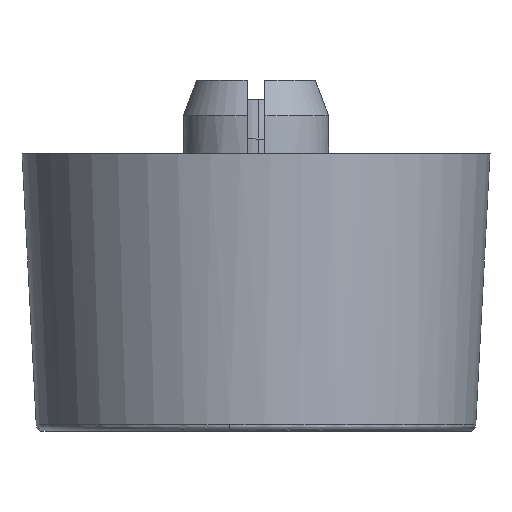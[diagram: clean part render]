
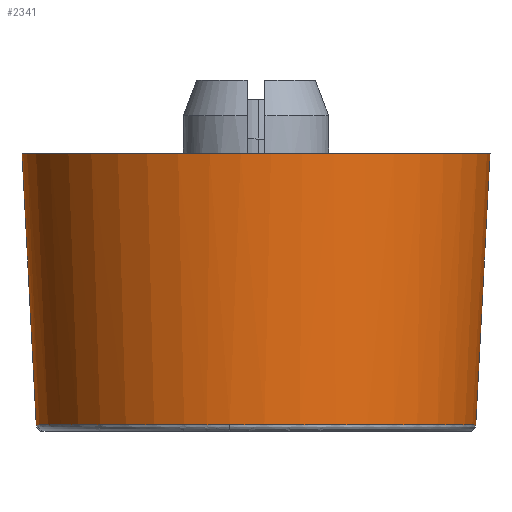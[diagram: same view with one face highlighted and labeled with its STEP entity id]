
A CAD part, front view. The second image highlights one B-rep face of the part: STEP entity #2341.
In plain terms, the highlighted free-form (B-spline) face has degree [2, 1] with [9, 2] control points.
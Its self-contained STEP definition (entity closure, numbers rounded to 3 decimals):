
#2175=CARTESIAN_POINT('',(-11.354,9.803,0.011));
#2176=CARTESIAN_POINT('',(-14.855,5.748,0.011));
#2177=CARTESIAN_POINT('',(-14.995,0.393,0.011));
#2178=CARTESIAN_POINT('',(-15.388,-14.603,0.011));
#2179=CARTESIAN_POINT('',(-0.393,-14.995,0.011));
#2180=CARTESIAN_POINT('',(14.603,-15.388,0.011));
#2181=CARTESIAN_POINT('',(14.995,-0.393,0.011));
#2182=CARTESIAN_POINT('',(15.388,14.603,0.011));
#2183=CARTESIAN_POINT('',(0.393,14.995,0.011));
#2184=CARTESIAN_POINT('',(-12.129,10.473,19.475));
#2185=CARTESIAN_POINT('',(-15.87,6.141,19.475));
#2186=CARTESIAN_POINT('',(-16.019,0.419,19.475));
#2187=CARTESIAN_POINT('',(-16.439,-15.6,19.475));
#2188=CARTESIAN_POINT('',(-0.419,-16.019,19.475));
#2189=CARTESIAN_POINT('',(15.6,-16.439,19.475));
#2190=CARTESIAN_POINT('',(16.019,-0.419,19.475));
#2191=CARTESIAN_POINT('',(16.439,15.6,19.475));
#2192=CARTESIAN_POINT('',(0.419,16.019,19.475));
#2200=(BOUNDED_SURFACE()B_SPLINE_SURFACE(2,1,((#2175,#2184),(#2176,#2185),(#2177,#2186),(#2178,#2187),(#2179,#2188),(#2180,#2189),(#2181,#2190),(#2182,#2191),(#2183,#2192)),.UNSPECIFIED.,.F.,.F.,.U.)B_SPLINE_SURFACE_WITH_KNOTS((3,2,2,2,3),(2,2),(0.0,11.682,38.234,64.785,91.336),(0.0,19.491),.UNSPECIFIED.)GEOMETRIC_REPRESENTATION_ITEM()RATIONAL_B_SPLINE_SURFACE(((0.856,0.856),(0.871,0.871),(1.0,1.0),(0.707,0.707),(1.0,1.0),(0.707,0.707),(1.0,1.0),(0.707,0.707),(1.0,1.0)))REPRESENTATION_ITEM('')SURFACE());
#2201=CARTESIAN_POINT('',(-11.372,9.819,0.474));
#2202=VERTEX_POINT('',#2201);
#2203=CARTESIAN_POINT('',(-14.995,0.943,0.474));
#2204=VERTEX_POINT('',#2203);
#2205=CARTESIAN_POINT('',(-11.372,9.819,0.474));
#2206=CARTESIAN_POINT('',(-14.678,5.991,0.474));
#2207=CARTESIAN_POINT('',(-14.995,0.943,0.474));
#2215=(BOUNDED_CURVE()B_SPLINE_CURVE(2,(#2205,#2206,#2207),.UNSPECIFIED.,.F.,.U.)B_SPLINE_CURVE_WITH_KNOTS((3,3),(0.886,0.989),.UNSPECIFIED.)CURVE()GEOMETRIC_REPRESENTATION_ITEM()RATIONAL_B_SPLINE_CURVE((0.855,0.865,0.975))REPRESENTATION_ITEM(''));
#2216=EDGE_CURVE('',#2202,#2204,#2215,.T.);
#2217=ORIENTED_EDGE('',*,*,#2216,.T.);
#2218=CARTESIAN_POINT('',(-15.025,0.0,0.474));
#2219=VERTEX_POINT('',#2218);
#2220=CARTESIAN_POINT('',(-14.995,0.943,0.474));
#2221=CARTESIAN_POINT('',(-15.025,0.472,0.474));
#2222=CARTESIAN_POINT('',(-15.025,0.0,0.474));
#2230=(BOUNDED_CURVE()B_SPLINE_CURVE(2,(#2220,#2221,#2222),.UNSPECIFIED.,.F.,.U.)B_SPLINE_CURVE_WITH_KNOTS((3,3),(0.989,1.0),.UNSPECIFIED.)CURVE()GEOMETRIC_REPRESENTATION_ITEM()RATIONAL_B_SPLINE_CURVE((0.975,0.987,1.0))REPRESENTATION_ITEM(''));
#2231=EDGE_CURVE('',#2204,#2219,#2230,.T.);
#2232=ORIENTED_EDGE('',*,*,#2231,.T.);
#2233=CARTESIAN_POINT('',(-1.799,-14.917,0.474));
#2234=VERTEX_POINT('',#2233);
#2235=CARTESIAN_POINT('',(-15.025,0.0,0.474));
#2236=CARTESIAN_POINT('',(-15.025,-13.321,0.474));
#2237=CARTESIAN_POINT('',(-1.799,-14.917,0.474));
#2245=(BOUNDED_CURVE()B_SPLINE_CURVE(2,(#2235,#2236,#2237),.UNSPECIFIED.,.F.,.U.)B_SPLINE_CURVE_WITH_KNOTS((3,3),(0.0,0.229),.UNSPECIFIED.)CURVE()GEOMETRIC_REPRESENTATION_ITEM()RATIONAL_B_SPLINE_CURVE((1.0,0.731,0.955))REPRESENTATION_ITEM(''));
#2246=EDGE_CURVE('',#2219,#2234,#2245,.T.);
#2247=ORIENTED_EDGE('',*,*,#2246,.T.);
#2248=CARTESIAN_POINT('',(15.025,0.0,0.474));
#2249=VERTEX_POINT('',#2248);
#2250=CARTESIAN_POINT('',(-1.799,-14.917,0.474));
#2251=CARTESIAN_POINT('',(-0.903,-15.025,0.474));
#2252=CARTESIAN_POINT('',(0.0,-15.025,0.474));
#2253=CARTESIAN_POINT('',(15.025,-15.025,0.474));
#2254=CARTESIAN_POINT('',(15.025,0.0,0.474));
#2262=(BOUNDED_CURVE()B_SPLINE_CURVE(2,(#2250,#2251,#2252,#2253,#2254),.UNSPECIFIED.,.F.,.U.)B_SPLINE_CURVE_WITH_KNOTS((3,2,3),(0.229,0.25,0.5),.UNSPECIFIED.)CURVE()GEOMETRIC_REPRESENTATION_ITEM()RATIONAL_B_SPLINE_CURVE((0.955,0.976,1.0,0.707,1.0))REPRESENTATION_ITEM(''));
#2263=EDGE_CURVE('',#2234,#2249,#2262,.T.);
#2264=ORIENTED_EDGE('',*,*,#2263,.T.);
#2265=CARTESIAN_POINT('',(0.393,15.02,0.474));
#2266=VERTEX_POINT('',#2265);
#2267=CARTESIAN_POINT('',(15.025,0.0,0.474));
#2268=CARTESIAN_POINT('',(15.025,14.637,0.474));
#2269=CARTESIAN_POINT('',(0.393,15.02,0.474));
#2277=(BOUNDED_CURVE()B_SPLINE_CURVE(2,(#2267,#2268,#2269),.UNSPECIFIED.,.F.,.U.)B_SPLINE_CURVE_WITH_KNOTS((3,3),(0.5,0.745),.UNSPECIFIED.)CURVE()GEOMETRIC_REPRESENTATION_ITEM()RATIONAL_B_SPLINE_CURVE((1.0,0.712,0.989))REPRESENTATION_ITEM(''));
#2278=EDGE_CURVE('',#2249,#2266,#2277,.T.);
#2279=ORIENTED_EDGE('',*,*,#2278,.T.);
#2280=CARTESIAN_POINT('',(0.419,15.995,19.));
#2281=VERTEX_POINT('',#2280);
#2282=CARTESIAN_POINT('',(0.393,15.02,0.474));
#2283=CARTESIAN_POINT('',(0.419,15.995,19.));
#2284=QUASI_UNIFORM_CURVE('',1,(#2282,#2283),.UNSPECIFIED.,.F.,.U.);
#2285=EDGE_CURVE('',#2266,#2281,#2284,.T.);
#2286=ORIENTED_EDGE('',*,*,#2285,.T.);
#2287=CARTESIAN_POINT('',(16.0,0.0,19.0));
#2288=VERTEX_POINT('',#2287);
#2289=CARTESIAN_POINT('',(0.419,15.995,19.));
#2290=CARTESIAN_POINT('',(16.,15.587,19.));
#2291=CARTESIAN_POINT('',(16.0,0.0,19.0));
#2299=(BOUNDED_CURVE()B_SPLINE_CURVE(2,(#2289,#2290,#2291),.UNSPECIFIED.,.F.,.U.)B_SPLINE_CURVE_WITH_KNOTS((3,3),(0.255,0.5),.UNSPECIFIED.)CURVE()GEOMETRIC_REPRESENTATION_ITEM()RATIONAL_B_SPLINE_CURVE((0.989,0.712,1.0))REPRESENTATION_ITEM(''));
#2300=EDGE_CURVE('',#2281,#2288,#2299,.T.);
#2301=ORIENTED_EDGE('',*,*,#2300,.T.);
#2302=CARTESIAN_POINT('',(-16.0,0.0,19.0));
#2303=VERTEX_POINT('',#2302);
#2304=CARTESIAN_POINT('',(16.0,0.0,19.0));
#2305=CARTESIAN_POINT('',(16.,-16.,19.));
#2306=CARTESIAN_POINT('',(0.0,-16.0,19.0));
#2307=CARTESIAN_POINT('',(-16.,-16.,19.));
#2308=CARTESIAN_POINT('',(-16.0,0.0,19.0));
#2316=(BOUNDED_CURVE()B_SPLINE_CURVE(2,(#2304,#2305,#2306,#2307,#2308),.UNSPECIFIED.,.F.,.U.)B_SPLINE_CURVE_WITH_KNOTS((3,2,3),(0.5,0.75,1.0),.UNSPECIFIED.)CURVE()GEOMETRIC_REPRESENTATION_ITEM()RATIONAL_B_SPLINE_CURVE((1.0,0.707,1.0,0.707,1.0))REPRESENTATION_ITEM(''));
#2317=EDGE_CURVE('',#2288,#2303,#2316,.T.);
#2318=ORIENTED_EDGE('',*,*,#2317,.T.);
#2319=CARTESIAN_POINT('',(-12.11,10.457,19.));
#2320=VERTEX_POINT('',#2319);
#2321=CARTESIAN_POINT('',(-16.0,0.0,19.0));
#2322=CARTESIAN_POINT('',(-16.,5.952,19.));
#2323=CARTESIAN_POINT('',(-12.11,10.457,19.));
#2331=(BOUNDED_CURVE()B_SPLINE_CURVE(2,(#2321,#2322,#2323),.UNSPECIFIED.,.F.,.U.)B_SPLINE_CURVE_WITH_KNOTS((3,3),(0.0,0.114),.UNSPECIFIED.)CURVE()GEOMETRIC_REPRESENTATION_ITEM()RATIONAL_B_SPLINE_CURVE((1.0,0.866,0.855))REPRESENTATION_ITEM(''));
#2332=EDGE_CURVE('',#2303,#2320,#2331,.T.);
#2333=ORIENTED_EDGE('',*,*,#2332,.T.);
#2334=CARTESIAN_POINT('',(-11.372,9.819,0.474));
#2335=CARTESIAN_POINT('',(-12.11,10.457,19.));
#2336=QUASI_UNIFORM_CURVE('',1,(#2334,#2335),.UNSPECIFIED.,.F.,.U.);
#2337=EDGE_CURVE('',#2202,#2320,#2336,.T.);
#2338=ORIENTED_EDGE('',*,*,#2337,.F.);
#2339=EDGE_LOOP('',(#2217,#2232,#2247,#2264,#2279,#2286,#2301,#2318,#2333,#2338));
#2340=FACE_OUTER_BOUND('',#2339,.T.);
#2341=ADVANCED_FACE('',(#2340),#2200,.T.);
